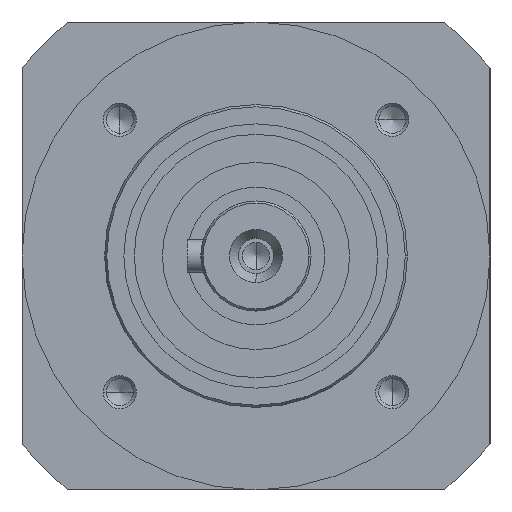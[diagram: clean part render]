
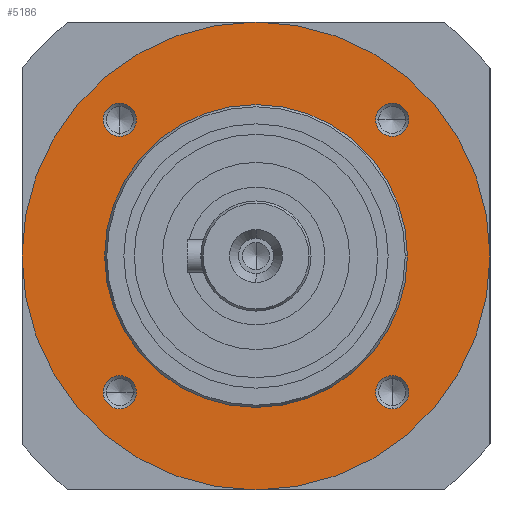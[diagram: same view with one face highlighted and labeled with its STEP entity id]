
A CAD part, left-side view. The second image highlights one B-rep face of the part: STEP entity #5186.
In plain terms, the highlighted planar face has unit normal (-1, 0, 0).
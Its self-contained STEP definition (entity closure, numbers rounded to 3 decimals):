
#217=CARTESIAN_POINT('',(49.,42.5,0.0));
#218=VERTEX_POINT('',#217);
#227=CARTESIAN_POINT('',(49.,-42.5,0.));
#228=VERTEX_POINT('',#227);
#229=CARTESIAN_POINT('',(49.,0.0,0.0));
#230=DIRECTION('',(1.0,0.0,0.0));
#231=DIRECTION('',(0.0,1.0,0.0));
#232=AXIS2_PLACEMENT_3D('',#229,#230,#231);
#233=CIRCLE('',#232,42.5);
#234=EDGE_CURVE('',#218,#228,#233,.T.);
#563=CARTESIAN_POINT('',(49.0,27.5,0.0));
#564=VERTEX_POINT('',#563);
#580=CARTESIAN_POINT('',(49.0,-27.5,0.));
#581=VERTEX_POINT('',#580);
#588=CARTESIAN_POINT('',(49.0,0.0,0.0));
#589=DIRECTION('',(1.0,0.0,0.0));
#590=DIRECTION('',(0.0,1.0,0.0));
#591=AXIS2_PLACEMENT_3D('',#588,#589,#590);
#592=CIRCLE('',#591,27.5);
#593=EDGE_CURVE('',#564,#581,#592,.T.);
#851=CARTESIAN_POINT('',(49.,24.749,27.749));
#852=VERTEX_POINT('',#851);
#860=CARTESIAN_POINT('',(49.0,24.749,21.749));
#861=VERTEX_POINT('',#860);
#868=CARTESIAN_POINT('',(49.,24.749,24.749));
#869=DIRECTION('',(1.0,0.0,0.0));
#870=DIRECTION('',(0.0,0.0,1.0));
#871=AXIS2_PLACEMENT_3D('',#868,#869,#870);
#872=CIRCLE('',#871,3.);
#873=EDGE_CURVE('',#852,#861,#872,.T.);
#1017=CARTESIAN_POINT('',(49.,-27.749,24.749));
#1018=VERTEX_POINT('',#1017);
#1026=CARTESIAN_POINT('',(49.0,-21.749,24.749));
#1027=VERTEX_POINT('',#1026);
#1034=CARTESIAN_POINT('',(49.,-24.749,24.749));
#1035=DIRECTION('',(1.0,0.0,0.0));
#1036=DIRECTION('',(0.0,-1.0,0.0));
#1037=AXIS2_PLACEMENT_3D('',#1034,#1035,#1036);
#1038=CIRCLE('',#1037,3.);
#1039=EDGE_CURVE('',#1018,#1027,#1038,.T.);
#1183=CARTESIAN_POINT('',(49.,-24.749,-27.749));
#1184=VERTEX_POINT('',#1183);
#1192=CARTESIAN_POINT('',(49.0,-24.749,-21.749));
#1193=VERTEX_POINT('',#1192);
#1200=CARTESIAN_POINT('',(49.,-24.749,-24.749));
#1201=DIRECTION('',(1.0,0.0,0.0));
#1202=DIRECTION('',(0.0,0.0,-1.0));
#1203=AXIS2_PLACEMENT_3D('',#1200,#1201,#1202);
#1204=CIRCLE('',#1203,3.);
#1205=EDGE_CURVE('',#1184,#1193,#1204,.T.);
#1349=CARTESIAN_POINT('',(49.,27.749,-24.749));
#1350=VERTEX_POINT('',#1349);
#1358=CARTESIAN_POINT('',(49.0,21.749,-24.749));
#1359=VERTEX_POINT('',#1358);
#1366=CARTESIAN_POINT('',(49.,24.749,-24.749));
#1367=DIRECTION('',(1.0,0.0,0.0));
#1368=DIRECTION('',(0.0,1.0,0.0));
#1369=AXIS2_PLACEMENT_3D('',#1366,#1367,#1368);
#1370=CIRCLE('',#1369,3.);
#1371=EDGE_CURVE('',#1350,#1359,#1370,.T.);
#4660=CARTESIAN_POINT('',(49.,24.749,-24.749));
#4661=DIRECTION('',(1.0,0.0,0.0));
#4662=DIRECTION('',(0.0,1.0,0.0));
#4663=AXIS2_PLACEMENT_3D('',#4660,#4661,#4662);
#4664=CIRCLE('',#4663,3.);
#4665=EDGE_CURVE('',#1359,#1350,#4664,.T.);
#4770=CARTESIAN_POINT('',(49.,-24.749,-24.749));
#4771=DIRECTION('',(1.0,0.0,0.0));
#4772=DIRECTION('',(0.0,0.0,-1.0));
#4773=AXIS2_PLACEMENT_3D('',#4770,#4771,#4772);
#4774=CIRCLE('',#4773,3.);
#4775=EDGE_CURVE('',#1193,#1184,#4774,.T.);
#4880=CARTESIAN_POINT('',(49.,-24.749,24.749));
#4881=DIRECTION('',(1.0,0.0,0.0));
#4882=DIRECTION('',(0.0,-1.0,0.0));
#4883=AXIS2_PLACEMENT_3D('',#4880,#4881,#4882);
#4884=CIRCLE('',#4883,3.);
#4885=EDGE_CURVE('',#1027,#1018,#4884,.T.);
#4990=CARTESIAN_POINT('',(49.,24.749,24.749));
#4991=DIRECTION('',(1.0,0.0,0.0));
#4992=DIRECTION('',(0.0,0.0,1.0));
#4993=AXIS2_PLACEMENT_3D('',#4990,#4991,#4992);
#4994=CIRCLE('',#4993,3.);
#4995=EDGE_CURVE('',#861,#852,#4994,.T.);
#5139=CARTESIAN_POINT('',(49.0,0.0,0.0));
#5140=DIRECTION('',(1.0,0.0,0.0));
#5141=DIRECTION('',(0.0,1.0,0.0));
#5142=AXIS2_PLACEMENT_3D('',#5139,#5140,#5141);
#5143=CIRCLE('',#5142,27.5);
#5144=EDGE_CURVE('',#581,#564,#5143,.T.);
#5151=CARTESIAN_POINT('',(49.,21.25,0.0));
#5152=DIRECTION('',(-1.0,0.0,0.0));
#5153=DIRECTION('',(0.0,0.0,1.0));
#5154=AXIS2_PLACEMENT_3D('',#5151,#5152,#5153);
#5155=PLANE('',#5154);
#5156=ORIENTED_EDGE('',*,*,#234,.F.);
#5157=CARTESIAN_POINT('',(49.,0.0,0.0));
#5158=DIRECTION('',(1.0,0.0,0.0));
#5159=DIRECTION('',(0.0,1.0,0.0));
#5160=AXIS2_PLACEMENT_3D('',#5157,#5158,#5159);
#5161=CIRCLE('',#5160,42.5);
#5162=EDGE_CURVE('',#228,#218,#5161,.T.);
#5163=ORIENTED_EDGE('',*,*,#5162,.F.);
#5164=EDGE_LOOP('',(#5156,#5163));
#5165=FACE_OUTER_BOUND('',#5164,.T.);
#5166=ORIENTED_EDGE('',*,*,#1371,.T.);
#5167=ORIENTED_EDGE('',*,*,#4665,.T.);
#5168=EDGE_LOOP('',(#5166,#5167));
#5169=FACE_BOUND('',#5168,.T.);
#5170=ORIENTED_EDGE('',*,*,#1205,.T.);
#5171=ORIENTED_EDGE('',*,*,#4775,.T.);
#5172=EDGE_LOOP('',(#5170,#5171));
#5173=FACE_BOUND('',#5172,.T.);
#5174=ORIENTED_EDGE('',*,*,#1039,.T.);
#5175=ORIENTED_EDGE('',*,*,#4885,.T.);
#5176=EDGE_LOOP('',(#5174,#5175));
#5177=FACE_BOUND('',#5176,.T.);
#5178=ORIENTED_EDGE('',*,*,#873,.T.);
#5179=ORIENTED_EDGE('',*,*,#4995,.T.);
#5180=EDGE_LOOP('',(#5178,#5179));
#5181=FACE_BOUND('',#5180,.T.);
#5182=ORIENTED_EDGE('',*,*,#593,.T.);
#5183=ORIENTED_EDGE('',*,*,#5144,.T.);
#5184=EDGE_LOOP('',(#5182,#5183));
#5185=FACE_BOUND('',#5184,.T.);
#5186=ADVANCED_FACE('',(#5165,#5169,#5173,#5177,#5181,#5185),#5155,.T.);
